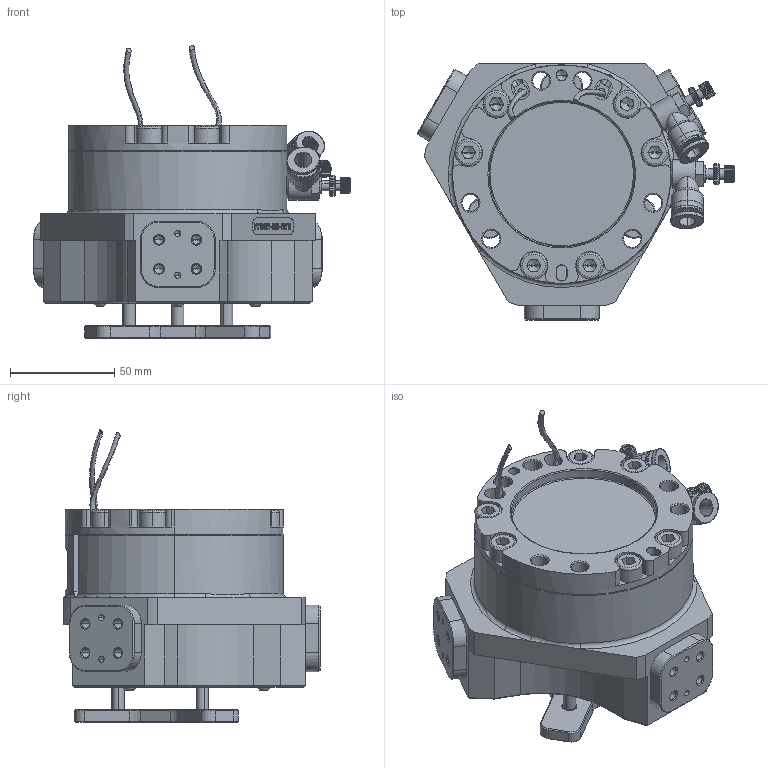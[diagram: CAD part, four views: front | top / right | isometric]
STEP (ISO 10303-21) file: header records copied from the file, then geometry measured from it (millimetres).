
FILE_DESCRIPTION (( 'STEP AP203' ), '1' );
FILE_NAME ('超薄全密封三爪D80.STEP', '2019-01-04T02:25:27', ( 'User' ), ( 'Microsoft' ), 'SwSTEP 2.0', 'SolidWorks 2015', '' );
FILE_SCHEMA (( 'CONFIG_CONTROL_DESIGN' ));
Length unit declared in the file: millimetre
Products named in the file (16): FY56T-80-BTS; FY56N-80-BTS-06前盖; 迠蹋啣絳翐; hexagon socket button head screws gb_GB_SOCKET_TYPE7 M3X6-N; 迠蹋啣-D80; 迠蹋啣傍杶; 全薄D80滑块; 迠蹋啣蹟隊; 棠俶羲壽6.3X3.8; FY56N-80-BTS-05綴裔; ァ奪諉芛G18; hexagon socket head cap screws gb_GB_FASTENER_SCREWS_HSHCS M8X20-N; 超薄全密封三爪D80; LOGOﾅﾆ; 梓齪7; 全薄D80壳体
Assembly tree (32 placements, depth 2):
  超薄全密封三爪D80
    全薄D80壳体
    FY56N-80-BTS-06前盖
    hexagon socket button head screws gb_GB_SOCKET_TYPE7 M3X6-N  x3
    迠蹋啣傍杶  x3
    迠蹋啣蹟隊  x3
    FY56N-80-BTS-05綴裔
    hexagon socket head cap screws gb_GB_FASTENER_SCREWS_HSHCS M8X20-N  x6
    LOGOﾅﾆ
    梓齪7
    FY56T-80-BTS
    迠蹋啣絳翐  x3
    迠蹋啣-D80
    全薄D80滑块  x3
    棠俶羲壽6.3X3.8  x2
    ァ奪諉芛G18  x2
Bounding box: 152.5 x 123.03 x 140.59 mm (x, y, z)
Volume: 540918.2 mm3; surface area: 185311.8 mm2
Topology: 32 solids, 32 shells, 2478 faces, 5934 edges, 3594 vertices
Faces by surface type: plane 1115, cylinder 560, cone 559, bspline 167, torus 71, sphere 6
Entity records: 63835 total; most frequent: CARTESIAN_POINT 22101, ORIENTED_EDGE 8354, DIRECTION 7897, EDGE_CURVE 4177, AXIS2_PLACEMENT_3D 2731, VERTEX_POINT 2609, LINE 2435, VECTOR 2435
